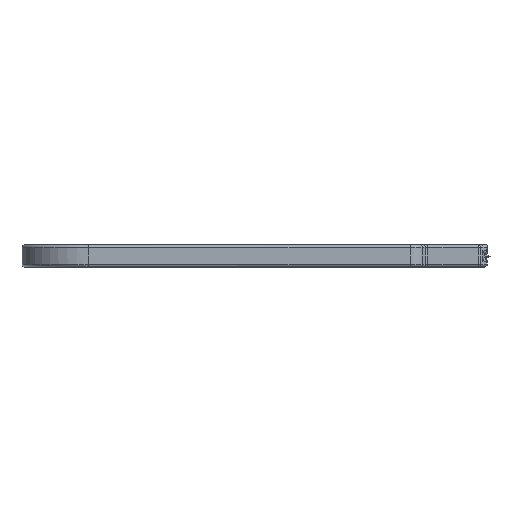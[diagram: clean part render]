
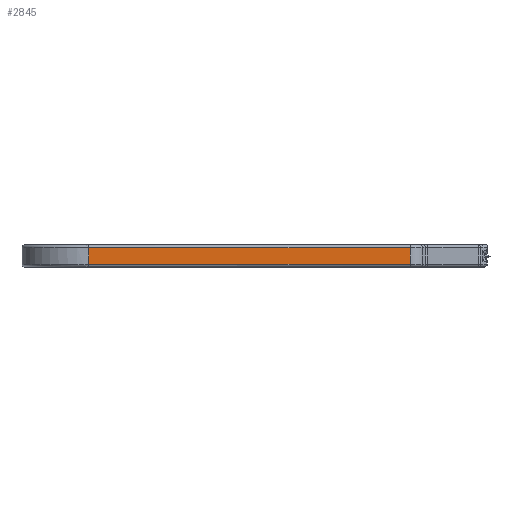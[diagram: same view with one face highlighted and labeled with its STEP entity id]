
A CAD part, left-side view. The second image highlights one B-rep face of the part: STEP entity #2845.
In plain terms, the highlighted free-form (B-spline) face has degree [1, 1] with [2, 2] control points.
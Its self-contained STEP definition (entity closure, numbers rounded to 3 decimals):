
#2803 = EDGE_CURVE('',#2804,#2806,#2808,.T.);
#2804 = VERTEX_POINT('',#2805);
#2805 = CARTESIAN_POINT('',(-19.464,0.,
    2.379));
#2806 = VERTEX_POINT('',#2807);
#2807 = CARTESIAN_POINT('',(-19.464,0.,
    -2.379));
#2808 = B_SPLINE_CURVE_WITH_KNOTS('',1,(#2809,#2810),.UNSPECIFIED.,.F.,
  .F.,(2,2),(1.,6.5),.PIECEWISE_BEZIER_KNOTS.);
#2809 = CARTESIAN_POINT('',(-19.464,0.,
    2.379));
#2810 = CARTESIAN_POINT('',(-19.464,0.,
    -2.379));
#2845 = ADVANCED_FACE('',(#2846),#2868,.F.);
#2846 = FACE_BOUND('',#2847,.T.);
#2847 = EDGE_LOOP('',(#2848,#2855,#2862,#2867));
#2848 = ORIENTED_EDGE('',*,*,#2849,.T.);
#2849 = EDGE_CURVE('',#2806,#2850,#2852,.T.);
#2850 = VERTEX_POINT('',#2851);
#2851 = CARTESIAN_POINT('',(-19.464,-93.942,
    -2.379));
#2852 = B_SPLINE_CURVE_WITH_KNOTS('',1,(#2853,#2854),.UNSPECIFIED.,.F.,
  .F.,(2,2),(0.,108.596),
  .PIECEWISE_BEZIER_KNOTS.);
#2853 = CARTESIAN_POINT('',(-19.464,0.,
    -2.379));
#2854 = CARTESIAN_POINT('',(-19.464,-93.942,
    -2.379));
#2855 = ORIENTED_EDGE('',*,*,#2856,.T.);
#2856 = EDGE_CURVE('',#2850,#2857,#2859,.T.);
#2857 = VERTEX_POINT('',#2858);
#2858 = CARTESIAN_POINT('',(-19.464,-93.942,
    2.379));
#2859 = B_SPLINE_CURVE_WITH_KNOTS('',1,(#2860,#2861),.UNSPECIFIED.,.F.,
  .F.,(2,2),(-5.5,0.),.PIECEWISE_BEZIER_KNOTS.);
#2860 = CARTESIAN_POINT('',(-19.464,-93.942,
    -2.379));
#2861 = CARTESIAN_POINT('',(-19.464,-93.942,
    2.379));
#2862 = ORIENTED_EDGE('',*,*,#2863,.T.);
#2863 = EDGE_CURVE('',#2857,#2804,#2864,.T.);
#2864 = B_SPLINE_CURVE_WITH_KNOTS('',1,(#2865,#2866),.UNSPECIFIED.,.F.,
  .F.,(2,2),(-108.596,0.),.PIECEWISE_BEZIER_KNOTS.);
#2865 = CARTESIAN_POINT('',(-19.464,-93.942,
    2.379));
#2866 = CARTESIAN_POINT('',(-19.464,0.,
    2.379));
#2867 = ORIENTED_EDGE('',*,*,#2803,.T.);
#2868 = B_SPLINE_SURFACE_WITH_KNOTS('',1,1,(
    (#2869,#2870)
    ,(#2871,#2872
    )),.UNSPECIFIED.,.F.,.F.,.F.,(2,2),(2,2),(-108.596,
    0.),(-6.5,-1.),.PIECEWISE_BEZIER_KNOTS.);
#2869 = CARTESIAN_POINT('',(-19.464,-93.942,
    -2.379));
#2870 = CARTESIAN_POINT('',(-19.464,-93.942,
    2.379));
#2871 = CARTESIAN_POINT('',(-19.464,0.,
    -2.379));
#2872 = CARTESIAN_POINT('',(-19.464,0.,
    2.379));
